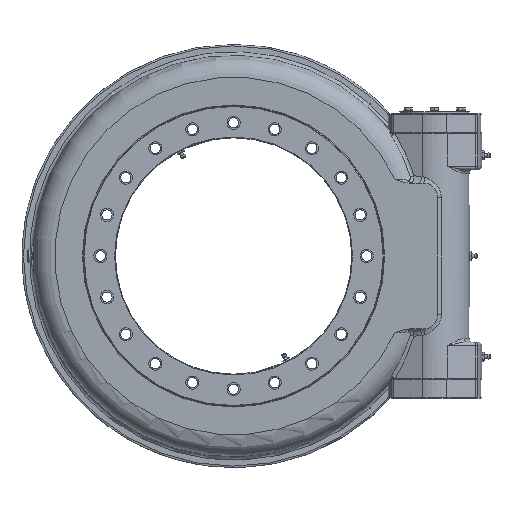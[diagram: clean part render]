
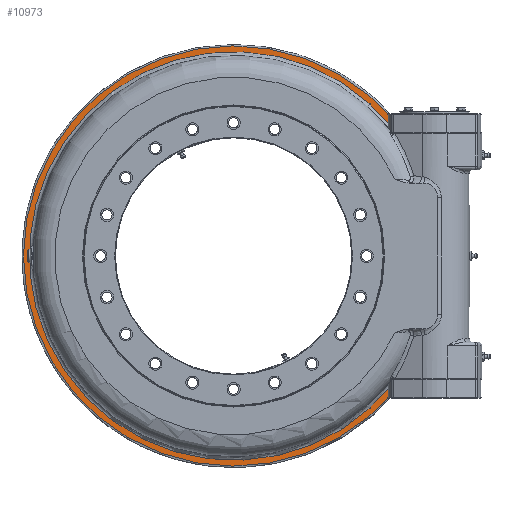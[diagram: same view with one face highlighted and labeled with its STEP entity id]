
A CAD part, left-side view. The second image highlights one B-rep face of the part: STEP entity #10973.
In plain terms, the highlighted planar face has unit normal (-1, 0, 0).
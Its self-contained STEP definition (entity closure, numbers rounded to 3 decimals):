
#3748 = CARTESIAN_POINT ( 'NONE',  ( 30., -219.681, -186.237 ) ) ;
#4755 = CARTESIAN_POINT ( 'NONE',  ( 30., 280., 0. ) ) ;
#7344 = CARTESIAN_POINT ( 'NONE',  ( 30., -219.681, 186.237 ) ) ;
#7474 = ORIENTED_EDGE ( 'NONE', *, *, #23554, .T. ) ;
#8218 = DIRECTION ( 'NONE',  ( -1., 0., 0. ) ) ;
#9544 = CARTESIAN_POINT ( 'NONE',  ( 30., 0., 0. ) ) ;
#9601 = AXIS2_PLACEMENT_3D ( 'NONE', #4755, #23859, #23107 ) ;
#9668 = ORIENTED_EDGE ( 'NONE', *, *, #19020, .F. ) ;
#10112 = VECTOR ( 'NONE', #28623, 1000. ) ;
#10577 = CARTESIAN_POINT ( 'NONE',  ( 30., -219.681, 0. ) ) ;
#10917 = CARTESIAN_POINT ( 'NONE',  ( 30., -219.681, 0. ) ) ;
#10973 = ADVANCED_FACE ( 'NONE', ( #30920 ), #26015, .F. ) ;
#11707 = CARTESIAN_POINT ( 'NONE',  ( 30., -219.681, -173.609 ) ) ;
#12121 = DIRECTION ( 'NONE',  ( 0., 0., -1. ) ) ;
#14190 = CIRCLE ( 'NONE', #16540, 288. ) ;
#15327 = CIRCLE ( 'NONE', #15901, 280. ) ;
#15795 = EDGE_CURVE ( 'NONE', #16220, #29673, #14190, .T. ) ;
#15901 = AXIS2_PLACEMENT_3D ( 'NONE', #23642, #8218, #26263 ) ;
#16220 = VERTEX_POINT ( 'NONE', #7344 ) ;
#16540 = AXIS2_PLACEMENT_3D ( 'NONE', #9544, #27570, #12121 ) ;
#18558 = VECTOR ( 'NONE', #26507, 1000. ) ;
#18923 = EDGE_CURVE ( 'NONE', #16220, #32929, #29889, .T. ) ;
#19020 = EDGE_CURVE ( 'NONE', #32929, #25149, #15327, .T. ) ;
#22218 = CARTESIAN_POINT ( 'NONE',  ( 30., -219.681, 173.609 ) ) ;
#23107 = DIRECTION ( 'NONE',  ( 0., 0., -1. ) ) ;
#23554 = EDGE_CURVE ( 'NONE', #29673, #25149, #31453, .T. ) ;
#23642 = CARTESIAN_POINT ( 'NONE',  ( 30., 0., 0. ) ) ;
#23859 = DIRECTION ( 'NONE',  ( 1., 0., 0. ) ) ;
#25149 = VERTEX_POINT ( 'NONE', #11707 ) ;
#26015 = PLANE ( 'NONE',  #9601 ) ;
#26263 = DIRECTION ( 'NONE',  ( 0., 0., 1. ) ) ;
#26507 = DIRECTION ( 'NONE',  ( 0., 0., 1. ) ) ;
#27570 = DIRECTION ( 'NONE',  ( -1., 0., 0. ) ) ;
#28623 = DIRECTION ( 'NONE',  ( 0., 0., -1. ) ) ;
#29673 = VERTEX_POINT ( 'NONE', #3748 ) ;
#29889 = LINE ( 'NONE', #10577, #10112 ) ;
#29950 = ORIENTED_EDGE ( 'NONE', *, *, #18923, .F. ) ;
#30920 = FACE_OUTER_BOUND ( 'NONE', #32626, .T. ) ;
#31453 = LINE ( 'NONE', #10917, #18558 ) ;
#32465 = ORIENTED_EDGE ( 'NONE', *, *, #15795, .T. ) ;
#32626 = EDGE_LOOP ( 'NONE', ( #29950, #32465, #7474, #9668 ) ) ;
#32929 = VERTEX_POINT ( 'NONE', #22218 ) ;
